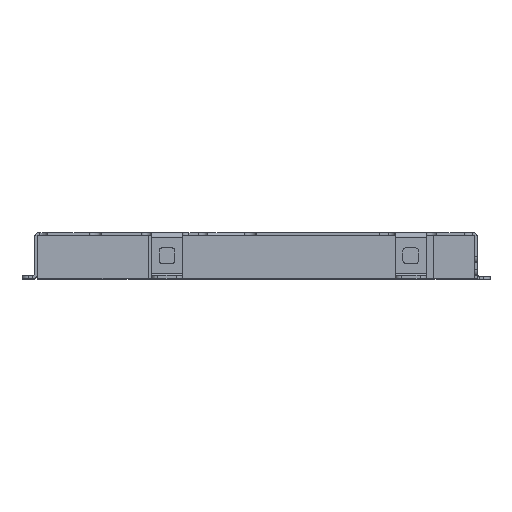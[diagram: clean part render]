
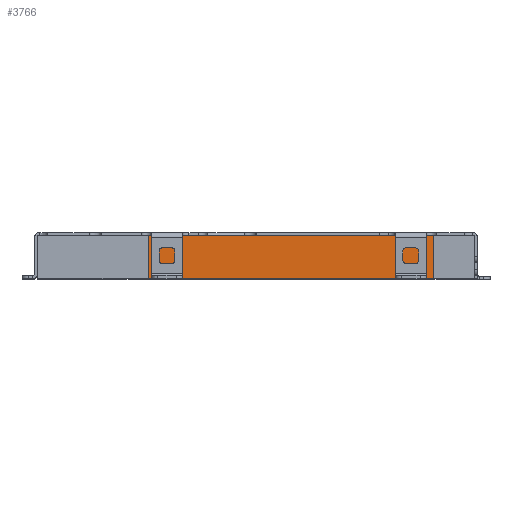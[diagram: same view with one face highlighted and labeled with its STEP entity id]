
A CAD part, top view. The second image highlights one B-rep face of the part: STEP entity #3766.
In plain terms, the highlighted planar face has unit normal (0, 0, 1).
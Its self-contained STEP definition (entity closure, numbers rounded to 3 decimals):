
#43 = AXIS2_PLACEMENT_3D ( 'NONE', #2598, #13528, #17882 ) ;
#762 = DIRECTION ( 'NONE',  ( -1., 0., 0. ) ) ;
#798 = VECTOR ( 'NONE', #762, 1000. ) ;
#1681 = EDGE_CURVE ( 'NONE', #7390, #7117, #9704, .T. ) ;
#2154 = CARTESIAN_POINT ( 'NONE',  ( 5.67, -1.465, -0.5 ) ) ;
#2412 = LINE ( 'NONE', #15490, #9160 ) ;
#2598 = CARTESIAN_POINT ( 'NONE',  ( -3.44, -1.465, -0.5 ) ) ;
#2940 = CARTESIAN_POINT ( 'NONE',  ( -3.44, -0.1, -0.5 ) ) ;
#3750 = PLANE ( 'NONE',  #43 ) ;
#3766 = ADVANCED_FACE ( 'NONE', ( #5857 ), #3750, .F. ) ;
#3795 = VECTOR ( 'NONE', #12012, 1000. ) ;
#5454 = ORIENTED_EDGE ( 'NONE', *, *, #16016, .F. ) ;
#5703 = DIRECTION ( 'NONE',  ( -1., 0., 0. ) ) ;
#5857 = FACE_OUTER_BOUND ( 'NONE', #13681, .T. ) ;
#7117 = VERTEX_POINT ( 'NONE', #2940 ) ;
#7390 = VERTEX_POINT ( 'NONE', #14659 ) ;
#9160 = VECTOR ( 'NONE', #5703, 1000. ) ;
#9704 = LINE ( 'NONE', #10429, #798 ) ;
#10429 = CARTESIAN_POINT ( 'NONE',  ( -3.44, -0.1, -0.5 ) ) ;
#10478 = CARTESIAN_POINT ( 'NONE',  ( -3.44, -1.465, -0.5 ) ) ;
#10642 = ORIENTED_EDGE ( 'NONE', *, *, #1681, .T. ) ;
#10701 = EDGE_CURVE ( 'NONE', #11954, #7117, #14284, .T. ) ;
#11954 = VERTEX_POINT ( 'NONE', #13570 ) ;
#12012 = DIRECTION ( 'NONE',  ( 0., 1., 0. ) ) ;
#12790 = EDGE_CURVE ( 'NONE', #16399, #7390, #13783, .T. ) ;
#13528 = DIRECTION ( 'NONE',  ( 0., 0., -1. ) ) ;
#13570 = CARTESIAN_POINT ( 'NONE',  ( -3.44, -1.46, -0.5 ) ) ;
#13681 = EDGE_LOOP ( 'NONE', ( #15520, #10642, #16423, #5454 ) ) ;
#13783 = LINE ( 'NONE', #2154, #16589 ) ;
#14284 = LINE ( 'NONE', #10478, #3795 ) ;
#14659 = CARTESIAN_POINT ( 'NONE',  ( 5.67, -0.1, -0.5 ) ) ;
#15490 = CARTESIAN_POINT ( 'NONE',  ( -6.77, -1.46, -0.5 ) ) ;
#15520 = ORIENTED_EDGE ( 'NONE', *, *, #12790, .T. ) ;
#16016 = EDGE_CURVE ( 'NONE', #16399, #11954, #2412, .T. ) ;
#16399 = VERTEX_POINT ( 'NONE', #17652 ) ;
#16423 = ORIENTED_EDGE ( 'NONE', *, *, #10701, .F. ) ;
#16589 = VECTOR ( 'NONE', #17280, 1000. ) ;
#17280 = DIRECTION ( 'NONE',  ( 0., 1., 0. ) ) ;
#17652 = CARTESIAN_POINT ( 'NONE',  ( 5.67, -1.46, -0.5 ) ) ;
#17882 = DIRECTION ( 'NONE',  ( -1., 0., 0. ) ) ;
